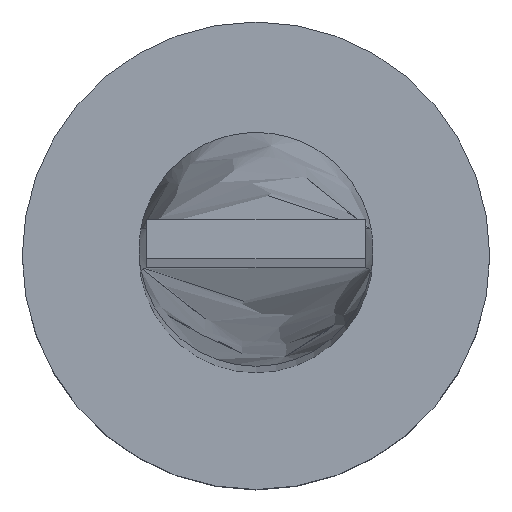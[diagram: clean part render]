
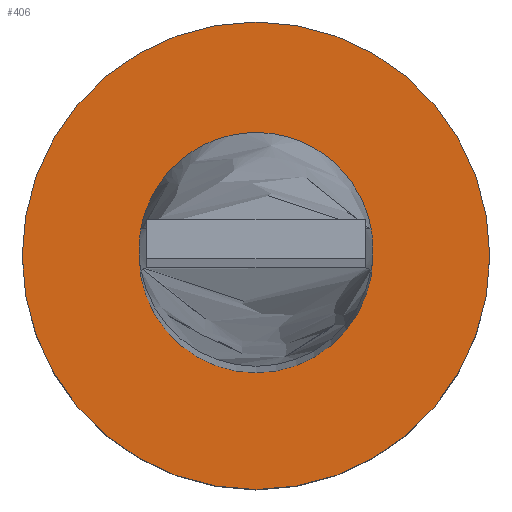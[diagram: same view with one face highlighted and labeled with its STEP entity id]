
A CAD part, top view. The second image highlights one B-rep face of the part: STEP entity #406.
In plain terms, the highlighted planar face has unit normal (0, 0, 1).
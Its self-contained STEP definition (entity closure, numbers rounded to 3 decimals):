
#1 = EDGE_LOOP ( 'NONE', ( #327, #533 ) ) ;
#30 = DIRECTION ( 'NONE',  ( 0., 0., 1. ) ) ;
#34 = AXIS2_PLACEMENT_3D ( 'NONE', #104, #538, #317 ) ;
#36 = CARTESIAN_POINT ( 'NONE',  ( 0., 0., 3. ) ) ;
#60 = AXIS2_PLACEMENT_3D ( 'NONE', #175, #353, #266 ) ;
#65 = EDGE_LOOP ( 'NONE', ( #564, #344 ) ) ;
#90 = CIRCLE ( 'NONE', #60, 3. ) ;
#92 = VERTEX_POINT ( 'NONE', #510 ) ;
#99 = DIRECTION ( 'NONE',  ( 0., 0., 1. ) ) ;
#104 = CARTESIAN_POINT ( 'NONE',  ( 0., 0., 3. ) ) ;
#132 = VERTEX_POINT ( 'NONE', #554 ) ;
#135 = FACE_OUTER_BOUND ( 'NONE', #65, .T. ) ;
#175 = CARTESIAN_POINT ( 'NONE',  ( 0., 0., 3. ) ) ;
#176 = VERTEX_POINT ( 'NONE', #471 ) ;
#201 = AXIS2_PLACEMENT_3D ( 'NONE', #438, #30, #209 ) ;
#209 = DIRECTION ( 'NONE',  ( 1., 0., 0. ) ) ;
#218 = EDGE_CURVE ( 'NONE', #92, #132, #441, .T. ) ;
#238 = CIRCLE ( 'NONE', #34, 1.5 ) ;
#266 = DIRECTION ( 'NONE',  ( 1., 0., 0. ) ) ;
#270 = CARTESIAN_POINT ( 'NONE',  ( 0., 0., 3. ) ) ;
#279 = DIRECTION ( 'NONE',  ( 1., 0., 0. ) ) ;
#297 = EDGE_CURVE ( 'NONE', #132, #92, #90, .T. ) ;
#304 = VERTEX_POINT ( 'NONE', #358 ) ;
#317 = DIRECTION ( 'NONE',  ( 1., 0., 0. ) ) ;
#327 = ORIENTED_EDGE ( 'NONE', *, *, #470, .F. ) ;
#344 = ORIENTED_EDGE ( 'NONE', *, *, #218, .T. ) ;
#353 = DIRECTION ( 'NONE',  ( 0., 0., 1. ) ) ;
#358 = CARTESIAN_POINT ( 'NONE',  ( -1.5, 0., 3. ) ) ;
#359 = AXIS2_PLACEMENT_3D ( 'NONE', #270, #99, #279 ) ;
#406 = ADVANCED_FACE ( 'NONE', ( #531, #135 ), #486, .T. ) ;
#438 = CARTESIAN_POINT ( 'NONE',  ( 0., 0., 3. ) ) ;
#441 = CIRCLE ( 'NONE', #488, 3. ) ;
#470 = EDGE_CURVE ( 'NONE', #304, #176, #238, .T. ) ;
#471 = CARTESIAN_POINT ( 'NONE',  ( 1.5, 0., 3. ) ) ;
#486 = PLANE ( 'NONE',  #359 ) ;
#488 = AXIS2_PLACEMENT_3D ( 'NONE', #36, #523, #528 ) ;
#510 = CARTESIAN_POINT ( 'NONE',  ( 3., 0., 3. ) ) ;
#512 = EDGE_CURVE ( 'NONE', #176, #304, #543, .T. ) ;
#523 = DIRECTION ( 'NONE',  ( 0., 0., 1. ) ) ;
#528 = DIRECTION ( 'NONE',  ( 1., 0., 0. ) ) ;
#531 = FACE_BOUND ( 'NONE', #1, .T. ) ;
#533 = ORIENTED_EDGE ( 'NONE', *, *, #512, .F. ) ;
#538 = DIRECTION ( 'NONE',  ( 0., 0., 1. ) ) ;
#543 = CIRCLE ( 'NONE', #201, 1.5 ) ;
#554 = CARTESIAN_POINT ( 'NONE',  ( -3., 0., 3. ) ) ;
#564 = ORIENTED_EDGE ( 'NONE', *, *, #297, .T. ) ;
